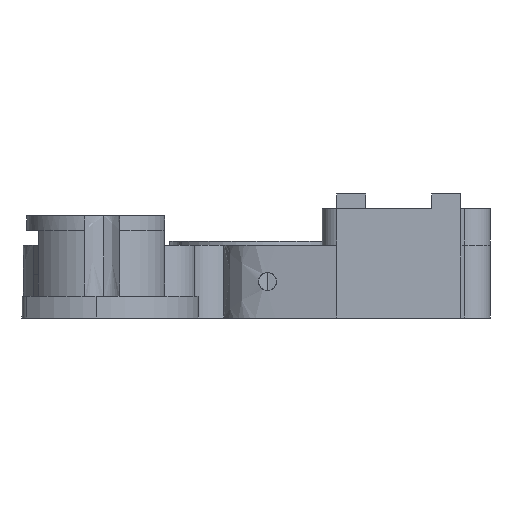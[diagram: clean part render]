
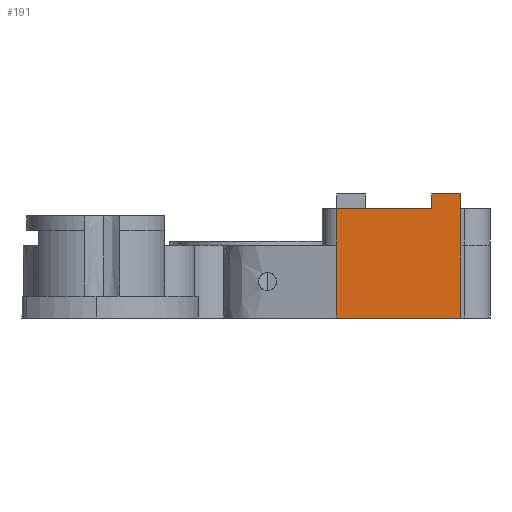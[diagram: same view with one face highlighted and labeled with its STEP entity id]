
A CAD part, left-side view. The second image highlights one B-rep face of the part: STEP entity #191.
In plain terms, the highlighted planar face has unit normal (-1, 0, 0).
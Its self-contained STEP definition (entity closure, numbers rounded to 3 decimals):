
#191=ADVANCED_FACE('',(#505),#4993,.T.);
#505=FACE_OUTER_BOUND('',#823,.T.);
#823=EDGE_LOOP('',(#1442,#1443,#1444,#1445,#1446,#1447,#1448));
#1442=ORIENTED_EDGE('',*,*,#2813,.F.);
#1443=ORIENTED_EDGE('',*,*,#2823,.F.);
#1444=ORIENTED_EDGE('',*,*,#2973,.T.);
#1445=ORIENTED_EDGE('',*,*,#2904,.F.);
#1446=ORIENTED_EDGE('',*,*,#2901,.F.);
#1447=ORIENTED_EDGE('',*,*,#2965,.T.);
#1448=ORIENTED_EDGE('',*,*,#2928,.T.);
#2813=EDGE_CURVE('',#4468,#4465,#3618,.T.);
#2823=EDGE_CURVE('',#4476,#4468,#3624,.T.);
#2901=EDGE_CURVE('',#4535,#4530,#3658,.T.);
#2904=EDGE_CURVE('',#4530,#4532,#3661,.T.);
#2928=EDGE_CURVE('',#4547,#4465,#3679,.T.);
#2965=EDGE_CURVE('',#4535,#4547,#3687,.T.);
#2973=EDGE_CURVE('',#4476,#4532,#3694,.T.);
#3618=B_SPLINE_CURVE_WITH_KNOTS('',1,(#7492,#7493),.UNSPECIFIED.,.F.,.F.,
(2,2),(-10.,0.),.UNSPECIFIED.);
#3624=B_SPLINE_CURVE_WITH_KNOTS('',1,(#7520,#7521,#7522),.UNSPECIFIED.,
 .F.,.F.,(2,1,2),(-17.,-1.,0.),.UNSPECIFIED.);
#3658=B_SPLINE_CURVE_WITH_KNOTS('',1,(#7827,#7828),.UNSPECIFIED.,.F.,.F.,
(2,2),(0.,2.),.UNSPECIFIED.);
#3661=B_SPLINE_CURVE_WITH_KNOTS('',1,(#7833,#7834),.UNSPECIFIED.,.F.,.F.,
(2,2),(5.,9.),.UNSPECIFIED.);
#3679=B_SPLINE_CURVE_WITH_KNOTS('',1,(#7885,#7886),.UNSPECIFIED.,.F.,.F.,
(2,2),(0.,5.),.UNSPECIFIED.);
#3687=B_SPLINE_CURVE_WITH_KNOTS('',1,(#8015,#8016,#8017),.UNSPECIFIED.,
 .F.,.F.,(2,1,2),(125.,137.,138.),.UNSPECIFIED.);
#3694=B_SPLINE_CURVE_WITH_KNOTS('',1,(#8040,#8041,#8042,#8043,#8044,#8045),
 .UNSPECIFIED.,.F.,.F.,(2,1,1,1,1,2),(-10.5,-1.5,-0.5,1.5,
4.5,6.5),.UNSPECIFIED.);
#4465=VERTEX_POINT('',#7082);
#4468=VERTEX_POINT('',#7085);
#4476=VERTEX_POINT('',#7093);
#4530=VERTEX_POINT('',#7147);
#4532=VERTEX_POINT('',#7149);
#4535=VERTEX_POINT('',#7152);
#4547=VERTEX_POINT('',#7164);
#4993=PLANE('',#5300);
#5300=AXIS2_PLACEMENT_3D('',#5944,#5406,$);
#5406=DIRECTION('',(-1.,0.,0.));
#5944=CARTESIAN_POINT('',(-51.5,-11.5,17.));
#7082=CARTESIAN_POINT('',(-51.5,-11.5,10.));
#7085=CARTESIAN_POINT('',(-51.5,-11.5,0.));
#7093=CARTESIAN_POINT('',(-51.5,-28.5,0.));
#7147=CARTESIAN_POINT('',(-51.5,-24.5,17.));
#7149=CARTESIAN_POINT('',(-51.5,-28.5,17.));
#7152=CARTESIAN_POINT('',(-51.5,-24.5,15.));
#7164=CARTESIAN_POINT('',(-51.5,-11.5,15.));
#7492=CARTESIAN_POINT('',(-51.5,-11.5,0.));
#7493=CARTESIAN_POINT('',(-51.5,-11.5,10.));
#7520=CARTESIAN_POINT('',(-51.5,-28.5,0.));
#7521=CARTESIAN_POINT('',(-51.5,-12.5,0.));
#7522=CARTESIAN_POINT('',(-51.5,-11.5,0.));
#7827=CARTESIAN_POINT('',(-51.5,-24.5,15.));
#7828=CARTESIAN_POINT('',(-51.5,-24.5,17.));
#7833=CARTESIAN_POINT('',(-51.5,-24.5,17.));
#7834=CARTESIAN_POINT('',(-51.5,-28.5,17.));
#7885=CARTESIAN_POINT('',(-51.5,-11.5,15.));
#7886=CARTESIAN_POINT('',(-51.5,-11.5,10.));
#8015=CARTESIAN_POINT('',(-51.5,-24.5,15.));
#8016=CARTESIAN_POINT('',(-51.5,-12.5,15.));
#8017=CARTESIAN_POINT('',(-51.5,-11.5,15.));
#8040=CARTESIAN_POINT('',(-51.5,-28.5,0.));
#8041=CARTESIAN_POINT('',(-51.5,-28.5,9.));
#8042=CARTESIAN_POINT('',(-51.5,-28.5,10.));
#8043=CARTESIAN_POINT('',(-51.5,-28.5,12.));
#8044=CARTESIAN_POINT('',(-51.5,-28.5,15.));
#8045=CARTESIAN_POINT('',(-51.5,-28.5,17.));
